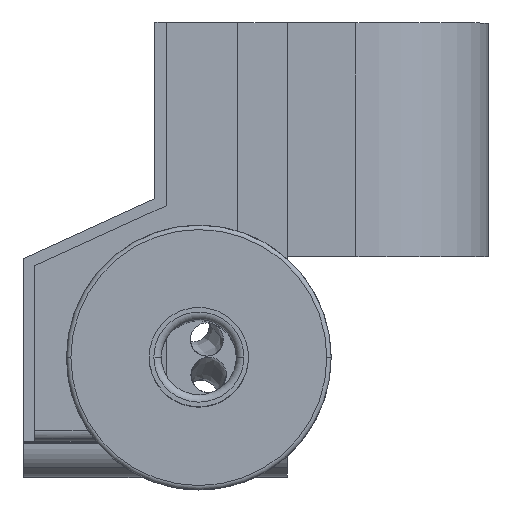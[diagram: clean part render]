
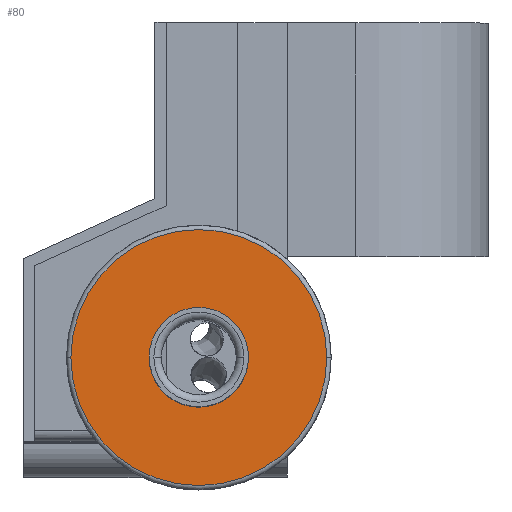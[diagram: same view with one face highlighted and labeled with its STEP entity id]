
A CAD part, top view. The second image highlights one B-rep face of the part: STEP entity #80.
In plain terms, the highlighted planar face has unit normal (0, 0, 1).
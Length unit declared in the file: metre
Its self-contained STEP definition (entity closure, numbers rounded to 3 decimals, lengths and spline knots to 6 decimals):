
#80=ADVANCED_FACE('73:7242',(#241,#242),#243,.T.);
#241=FACE_BOUND('',#647,.T.);
#242=FACE_OUTER_BOUND('',#648,.T.);
#243=PLANE('',#649);
#647=EDGE_LOOP('',(#1207,#1208));
#648=EDGE_LOOP('',(#1209,#1210));
#649=AXIS2_PLACEMENT_3D('',#1211,#1212,#1213);
#1207=ORIENTED_EDGE('',*,*,#2198,.F.);
#1208=ORIENTED_EDGE('',*,*,#2178,.F.);
#1209=ORIENTED_EDGE('',*,*,#2176,.F.);
#1210=ORIENTED_EDGE('',*,*,#2199,.F.);
#1211=CARTESIAN_POINT('',(0.0,0.0,0.019));
#1212=DIRECTION('',(0.0,0.0,1.0));
#1213=DIRECTION('',(1.0,0.0,0.0));
#2176=EDGE_CURVE('96:50472',#2611,#2609,#2613,.T.);
#2178=EDGE_CURVE('73:7710',#2614,#2617,#2618,.T.);
#2198=EDGE_CURVE('73:7710',#2617,#2614,#2649,.T.);
#2199=EDGE_CURVE('96:50472',#2609,#2611,#2650,.T.);
#2609=VERTEX_POINT('',#3283);
#2611=VERTEX_POINT('',#3285);
#2613=CIRCLE('',#3287,0.0058);
#2614=VERTEX_POINT('',#3288);
#2617=VERTEX_POINT('',#3292);
#2618=CIRCLE('',#3293,0.00225);
#2649=CIRCLE('',#3347,0.00225);
#2650=CIRCLE('',#3348,0.0058);
#3283=CARTESIAN_POINT('',(0.0058,0.,0.019));
#3285=CARTESIAN_POINT('',(-0.0058,0.,0.019));
#3287=AXIS2_PLACEMENT_3D('',#4137,#4138,#4139);
#3288=CARTESIAN_POINT('',(0.00225,0.,0.019));
#3292=CARTESIAN_POINT('',(-0.00225,0.,0.019));
#3293=AXIS2_PLACEMENT_3D('',#4141,#4142,#4143);
#3347=AXIS2_PLACEMENT_3D('',#4185,#4186,#4187);
#3348=AXIS2_PLACEMENT_3D('',#4188,#4189,#4190);
#4137=CARTESIAN_POINT('',(0.0,0.0,0.019));
#4138=DIRECTION('',(0.0,0.0,-1.0));
#4139=DIRECTION('',(1.0,0.0,0.0));
#4141=CARTESIAN_POINT('',(0.0,0.0,0.019));
#4142=DIRECTION('',(0.0,0.0,1.0));
#4143=DIRECTION('',(1.0,0.0,0.0));
#4185=CARTESIAN_POINT('',(0.0,0.0,0.019));
#4186=DIRECTION('',(0.0,0.0,1.0));
#4187=DIRECTION('',(1.0,0.0,0.0));
#4188=CARTESIAN_POINT('',(0.0,0.0,0.019));
#4189=DIRECTION('',(0.0,0.0,-1.0));
#4190=DIRECTION('',(1.0,0.0,0.0));
